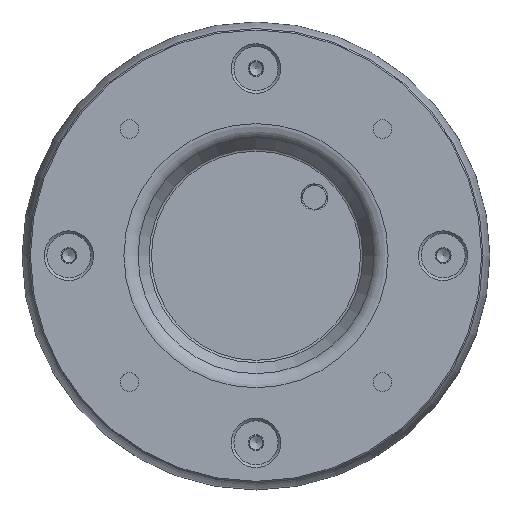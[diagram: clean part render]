
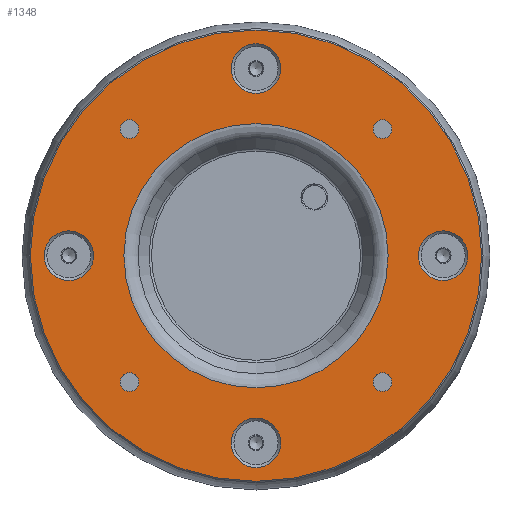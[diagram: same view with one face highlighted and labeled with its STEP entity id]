
A CAD part, top view. The second image highlights one B-rep face of the part: STEP entity #1348.
In plain terms, the highlighted planar face has unit normal (0, 0, 1).
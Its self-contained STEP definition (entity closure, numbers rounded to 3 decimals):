
#898=PLANE('',#5401);
#1348=ADVANCED_FACE('',(#1834,#1835,#1836,#1837,#1838,#1839,#1840,#1841,
#1842,#1843),#898,.T.);
#1834=FACE_BOUND('',#2426,.T.);
#1835=FACE_BOUND('',#2427,.T.);
#1836=FACE_BOUND('',#2428,.T.);
#1837=FACE_BOUND('',#2429,.T.);
#1838=FACE_BOUND('',#2430,.T.);
#1839=FACE_BOUND('',#2431,.T.);
#1840=FACE_BOUND('',#2432,.T.);
#1841=FACE_BOUND('',#2433,.T.);
#1842=FACE_BOUND('',#2434,.T.);
#1843=FACE_BOUND('',#2435,.T.);
#2426=EDGE_LOOP('',(#3404));
#2427=EDGE_LOOP('',(#3405));
#2428=EDGE_LOOP('',(#3406));
#2429=EDGE_LOOP('',(#3407));
#2430=EDGE_LOOP('',(#3408));
#2431=EDGE_LOOP('',(#3409));
#2432=EDGE_LOOP('',(#3410));
#2433=EDGE_LOOP('',(#3411));
#2434=EDGE_LOOP('',(#3412));
#2435=EDGE_LOOP('',(#3413));
#3404=ORIENTED_EDGE('',*,*,#4398,.T.);
#3405=ORIENTED_EDGE('',*,*,#4399,.F.);
#3406=ORIENTED_EDGE('',*,*,#4400,.T.);
#3407=ORIENTED_EDGE('',*,*,#4401,.F.);
#3408=ORIENTED_EDGE('',*,*,#4402,.T.);
#3409=ORIENTED_EDGE('',*,*,#4403,.F.);
#3410=ORIENTED_EDGE('',*,*,#4404,.T.);
#3411=ORIENTED_EDGE('',*,*,#4405,.F.);
#3412=ORIENTED_EDGE('',*,*,#4406,.T.);
#3413=ORIENTED_EDGE('',*,*,#4407,.F.);
#3895=VERTEX_POINT('',#8218);
#3896=VERTEX_POINT('',#8220);
#3897=VERTEX_POINT('',#8222);
#3898=VERTEX_POINT('',#8224);
#3899=VERTEX_POINT('',#8226);
#3900=VERTEX_POINT('',#8228);
#3901=VERTEX_POINT('',#8230);
#3902=VERTEX_POINT('',#8232);
#3903=VERTEX_POINT('',#8234);
#3904=VERTEX_POINT('',#8236);
#4398=EDGE_CURVE('',#3895,#3895,#4754,.T.);
#4399=EDGE_CURVE('',#3896,#3896,#4755,.T.);
#4400=EDGE_CURVE('',#3897,#3897,#4756,.T.);
#4401=EDGE_CURVE('',#3898,#3898,#4757,.T.);
#4402=EDGE_CURVE('',#3899,#3899,#4758,.T.);
#4403=EDGE_CURVE('',#3900,#3900,#4759,.T.);
#4404=EDGE_CURVE('',#3901,#3901,#4760,.T.);
#4405=EDGE_CURVE('',#3902,#3902,#4761,.T.);
#4406=EDGE_CURVE('',#3903,#3903,#4762,.T.);
#4407=EDGE_CURVE('',#3904,#3904,#4763,.T.);
#4754=CIRCLE('',#5391,82.);
#4755=CIRCLE('',#5392,3.4);
#4756=CIRCLE('',#5393,9.);
#4757=CIRCLE('',#5394,3.4);
#4758=CIRCLE('',#5395,9.);
#4759=CIRCLE('',#5396,3.4);
#4760=CIRCLE('',#5397,9.);
#4761=CIRCLE('',#5398,3.4);
#4762=CIRCLE('',#5399,9.);
#4763=CIRCLE('',#5400,48.);
#5391=AXIS2_PLACEMENT_3D('',#8217,#6791,#6792);
#5392=AXIS2_PLACEMENT_3D('',#8219,#6793,#6794);
#5393=AXIS2_PLACEMENT_3D('',#8221,#6795,#6796);
#5394=AXIS2_PLACEMENT_3D('',#8223,#6797,#6798);
#5395=AXIS2_PLACEMENT_3D('',#8225,#6799,#6800);
#5396=AXIS2_PLACEMENT_3D('',#8227,#6801,#6802);
#5397=AXIS2_PLACEMENT_3D('',#8229,#6803,#6804);
#5398=AXIS2_PLACEMENT_3D('',#8231,#6805,#6806);
#5399=AXIS2_PLACEMENT_3D('',#8233,#6807,#6808);
#5400=AXIS2_PLACEMENT_3D('',#8235,#6809,#6810);
#5401=AXIS2_PLACEMENT_3D('',#8237,#6811,#6812);
#6791=DIRECTION('',(0.,0.,1.));
#6792=DIRECTION('',(1.,0.,0.));
#6793=DIRECTION('',(0.,0.,1.));
#6794=DIRECTION('',(1.,0.,0.));
#6795=DIRECTION('',(0.,0.,-1.));
#6796=DIRECTION('',(1.,0.,0.));
#6797=DIRECTION('',(0.,0.,1.));
#6798=DIRECTION('',(1.,0.,0.));
#6799=DIRECTION('',(0.,0.,-1.));
#6800=DIRECTION('',(1.,0.,0.));
#6801=DIRECTION('',(0.,0.,1.));
#6802=DIRECTION('',(1.,0.,0.));
#6803=DIRECTION('',(0.,0.,-1.));
#6804=DIRECTION('',(1.,0.,0.));
#6805=DIRECTION('',(0.,0.,1.));
#6806=DIRECTION('',(1.,0.,0.));
#6807=DIRECTION('',(0.,0.,-1.));
#6808=DIRECTION('',(1.,0.,0.));
#6809=DIRECTION('',(0.,0.,1.));
#6810=DIRECTION('',(1.,0.,0.));
#6811=DIRECTION('',(0.,0.,1.));
#6812=DIRECTION('',(1.,0.,0.));
#8217=CARTESIAN_POINT('',(0.,0.,132.));
#8218=CARTESIAN_POINT('',(82.,0.,132.));
#8219=CARTESIAN_POINT('',(45.962,-45.962,132.));
#8220=CARTESIAN_POINT('',(49.362,-45.962,132.));
#8221=CARTESIAN_POINT('',(0.,-68.,132.));
#8222=CARTESIAN_POINT('',(9.,-68.,132.));
#8223=CARTESIAN_POINT('',(-45.962,-45.962,132.));
#8224=CARTESIAN_POINT('',(-42.562,-45.962,132.));
#8225=CARTESIAN_POINT('',(-68.,0.,132.));
#8226=CARTESIAN_POINT('',(-59.,0.,132.));
#8227=CARTESIAN_POINT('',(-45.962,45.962,132.));
#8228=CARTESIAN_POINT('',(-42.562,45.962,132.));
#8229=CARTESIAN_POINT('',(0.,68.,132.));
#8230=CARTESIAN_POINT('',(9.,68.,132.));
#8231=CARTESIAN_POINT('',(45.962,45.962,132.));
#8232=CARTESIAN_POINT('',(49.362,45.962,132.));
#8233=CARTESIAN_POINT('',(68.,0.,132.));
#8234=CARTESIAN_POINT('',(77.,0.,132.));
#8235=CARTESIAN_POINT('',(0.,0.,132.));
#8236=CARTESIAN_POINT('',(48.,0.,132.));
#8237=CARTESIAN_POINT('',(48.,0.,132.));
